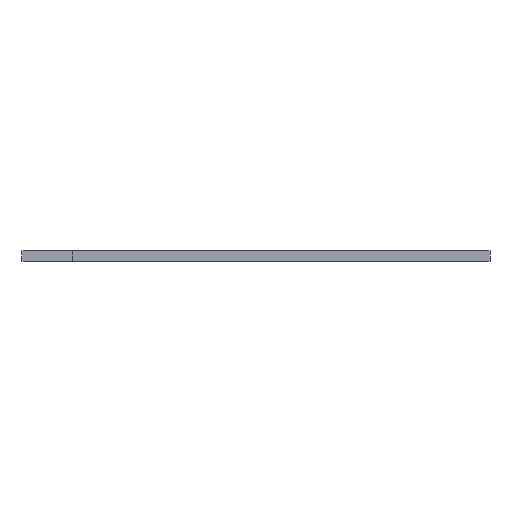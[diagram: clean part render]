
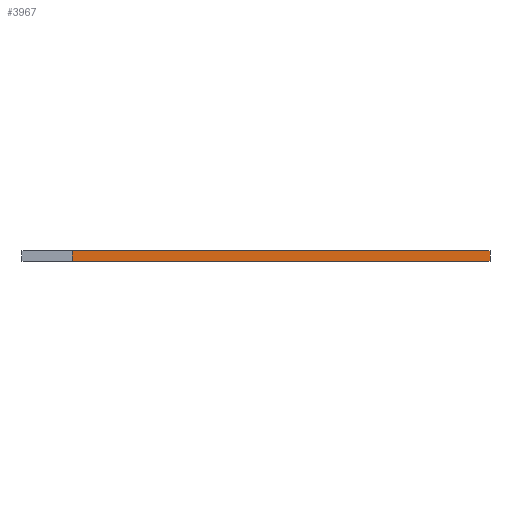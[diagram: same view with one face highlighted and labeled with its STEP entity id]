
A CAD part, left-side view. The second image highlights one B-rep face of the part: STEP entity #3967.
In plain terms, the highlighted planar face has unit normal (-1, 0, 0).
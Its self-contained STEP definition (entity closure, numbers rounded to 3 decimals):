
#160 = VERTEX_POINT('',#161);
#161 = CARTESIAN_POINT('',(42.,-35.,0.));
#167 = EDGE_CURVE('',#168,#160,#170,.T.);
#168 = VERTEX_POINT('',#169);
#169 = CARTESIAN_POINT('',(42.,-93.,0.));
#170 = LINE('',#171,#172);
#171 = CARTESIAN_POINT('',(42.,-93.,0.));
#172 = VECTOR('',#173,1.);
#173 = DIRECTION('',(0.,1.,0.));
#2024 = VERTEX_POINT('',#2025);
#2025 = CARTESIAN_POINT('',(42.,-35.,1.51));
#2031 = EDGE_CURVE('',#2032,#2024,#2034,.T.);
#2032 = VERTEX_POINT('',#2033);
#2033 = CARTESIAN_POINT('',(42.,-93.,1.51));
#2034 = LINE('',#2035,#2036);
#2035 = CARTESIAN_POINT('',(42.,-93.,1.51));
#2036 = VECTOR('',#2037,1.);
#2037 = DIRECTION('',(0.,1.,0.));
#3937 = EDGE_CURVE('',#160,#2024,#3938,.T.);
#3938 = LINE('',#3939,#3940);
#3939 = CARTESIAN_POINT('',(42.,-35.,0.));
#3940 = VECTOR('',#3941,1.);
#3941 = DIRECTION('',(0.,0.,1.));
#3967 = ADVANCED_FACE('',(#3968),#3979,.T.);
#3968 = FACE_BOUND('',#3969,.T.);
#3969 = EDGE_LOOP('',(#3970,#3976,#3977,#3978));
#3970 = ORIENTED_EDGE('',*,*,#3971,.T.);
#3971 = EDGE_CURVE('',#168,#2032,#3972,.T.);
#3972 = LINE('',#3973,#3974);
#3973 = CARTESIAN_POINT('',(42.,-93.,0.));
#3974 = VECTOR('',#3975,1.);
#3975 = DIRECTION('',(0.,0.,1.));
#3976 = ORIENTED_EDGE('',*,*,#2031,.T.);
#3977 = ORIENTED_EDGE('',*,*,#3937,.F.);
#3978 = ORIENTED_EDGE('',*,*,#167,.F.);
#3979 = PLANE('',#3980);
#3980 = AXIS2_PLACEMENT_3D('',#3981,#3982,#3983);
#3981 = CARTESIAN_POINT('',(42.,-93.,0.));
#3982 = DIRECTION('',(-1.,0.,0.));
#3983 = DIRECTION('',(0.,1.,0.));
